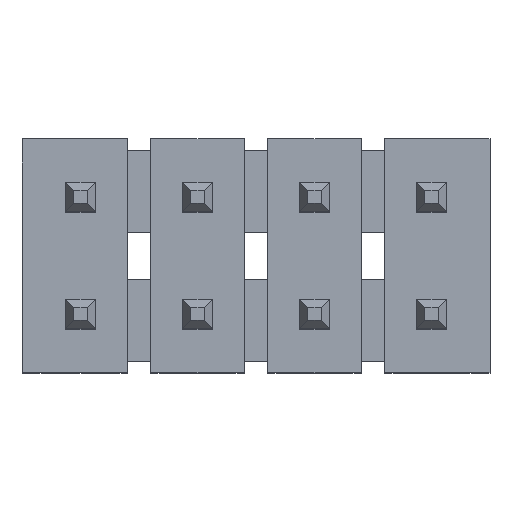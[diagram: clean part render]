
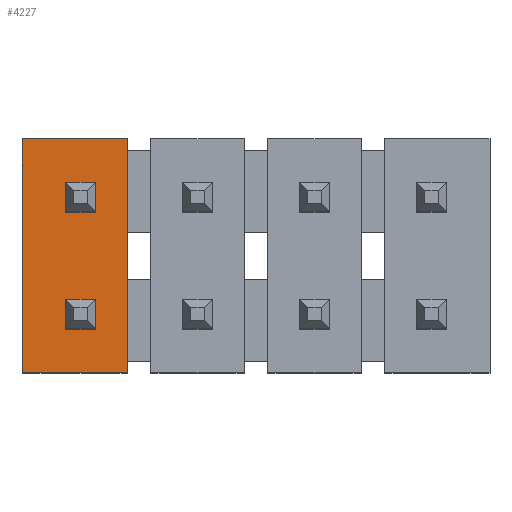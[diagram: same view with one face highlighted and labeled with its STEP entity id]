
A CAD part, top view. The second image highlights one B-rep face of the part: STEP entity #4227.
In plain terms, the highlighted planar face has unit normal (0, 0, 1).
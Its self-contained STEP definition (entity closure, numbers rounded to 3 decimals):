
#55=FACE_OUTER_BOUND($,#327,.T.);
#327=EDGE_LOOP($,(#2811,#2812,#2813,#2814));
#623=LINE($,#6033,#1219);
#626=LINE($,#6039,#1222);
#627=LINE($,#6040,#1223);
#628=LINE($,#6041,#1224);
#1219=VECTOR($,#4874,5.08);
#1222=VECTOR($,#4879,5.08);
#1223=VECTOR($,#4880,2.286);
#1224=VECTOR($,#4881,2.286);
#1807=VERTEX_POINT($,#6031);
#1808=VERTEX_POINT($,#6032);
#1809=VERTEX_POINT($,#6037);
#1810=VERTEX_POINT($,#6038);
#2191=EDGE_CURVE($,#1807,#1808,#623,.T.);
#2194=EDGE_CURVE($,#1809,#1810,#626,.T.);
#2195=EDGE_CURVE($,#1808,#1810,#627,.T.);
#2196=EDGE_CURVE($,#1809,#1807,#628,.T.);
#2811=ORIENTED_EDGE($,*,*,#2194,.T.);
#2812=ORIENTED_EDGE($,*,*,#2195,.F.);
#2813=ORIENTED_EDGE($,*,*,#2191,.F.);
#2814=ORIENTED_EDGE($,*,*,#2196,.F.);
#3955=PLANE($,#4552);
#4227=ADVANCED_FACE($,(#55),#3955,.F.);
#4552=AXIS2_PLACEMENT_3D($,#6036,#4877,#4878);
#4874=DIRECTION($,(0.,1.,0.));
#4877=DIRECTION('center_axis',(0.,0.,-1.));
#4878=DIRECTION('ref_axis',(0.,1.,0.));
#4879=DIRECTION($,(0.,1.,0.));
#4880=DIRECTION($,(1.,0.,0.));
#4881=DIRECTION($,(-1.,0.,0.));
#6031=CARTESIAN_POINT('',(-5.08,-2.54,2.54));
#6032=CARTESIAN_POINT('',(-5.08,2.54,2.54));
#6033=CARTESIAN_POINT($,(-5.08,0.,2.54));
#6036=CARTESIAN_POINT('Origin',(-3.937,0.,2.54));
#6037=CARTESIAN_POINT('',(-2.794,-2.54,2.54));
#6038=CARTESIAN_POINT('',(-2.794,2.54,2.54));
#6039=CARTESIAN_POINT($,(-2.794,0.,2.54));
#6040=CARTESIAN_POINT($,(-3.937,2.54,2.54));
#6041=CARTESIAN_POINT($,(-3.937,-2.54,2.54));
